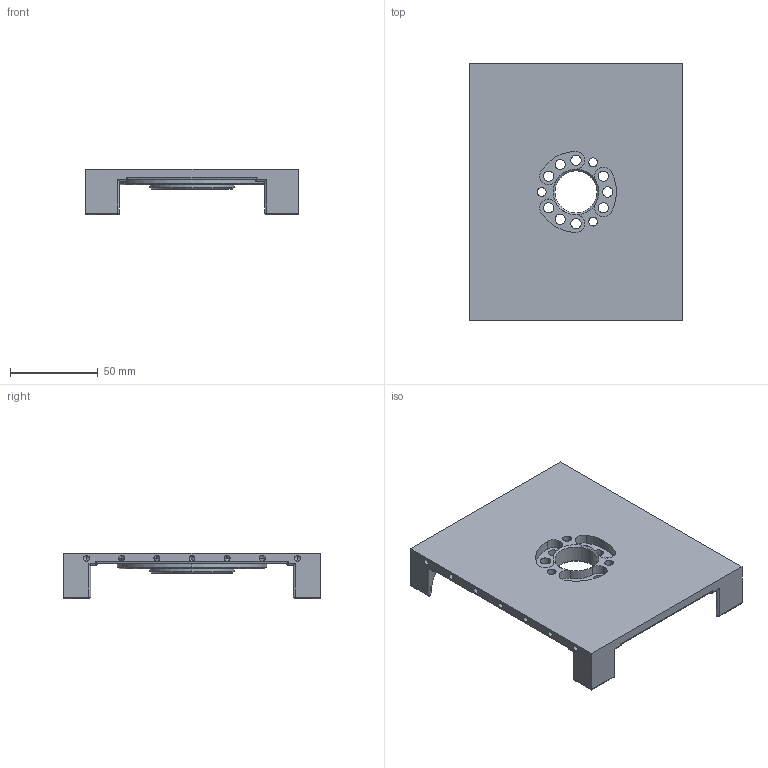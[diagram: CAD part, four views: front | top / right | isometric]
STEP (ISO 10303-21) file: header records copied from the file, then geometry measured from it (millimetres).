
FILE_DESCRIPTION (( 'STEP AP214' ), '1' );
FILE_NAME ('萇喀菁裔.STEP', '2025-05-17T13:37:29', ( 'wsy' ), ( '' ), 'SwSTEP 2.0', 'SolidWorks 2020', '' );
FILE_SCHEMA (( 'AUTOMOTIVE_DESIGN' ));
Length unit declared in the file: millimetre
Products named in the file (1): 萇喀菁裔
Bounding box: 121 x 146 x 26 mm (x, y, z)
Volume: 106217.5 mm3; surface area: 49327.5 mm2
Topology: 1 solids, 1 shells, 321 faces, 870 edges, 504 vertices
Faces by surface type: cylinder 158, cone 74, plane 55, torus 16, sphere 10, bspline 8
Entity records: 10452 total; most frequent: CARTESIAN_POINT 2036, DIRECTION 1796, ORIENTED_EDGE 1636, EDGE_CURVE 818, AXIS2_PLACEMENT_3D 708, VERTEX_POINT 500, CIRCLE 394, VECTOR 380
